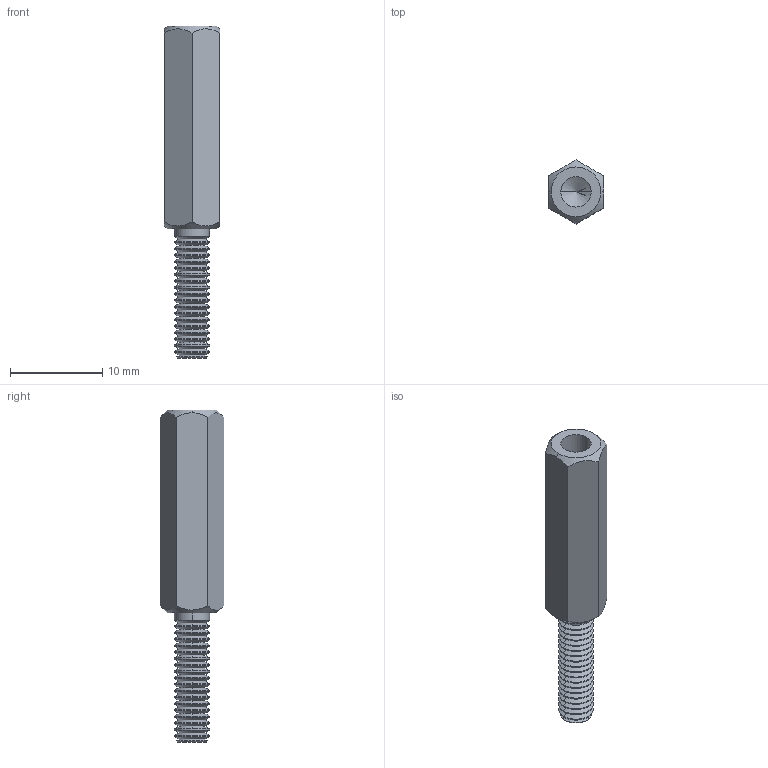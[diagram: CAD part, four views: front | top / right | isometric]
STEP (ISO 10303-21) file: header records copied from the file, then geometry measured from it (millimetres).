
FILE_DESCRIPTION (( 'STEP AP214' ), '1' );
FILE_NAME ('Brass stud M4×22+14单通六角铜螺柱（黄铜）.step', '2016-10-28T04:21:18', ( 'dell' ), ( '' ), 'SwSTEP 2.0', 'SolidWorks 2013', '' );
FILE_SCHEMA (( 'AUTOMOTIVE_DESIGN' ));
Length unit declared in the file: millimetre
Products named in the file (1): Brass stud M4×22+14单通六角铜螺柱（黄铜）
Bounding box: 6 x 6.93 x 36 mm (x, y, z)
Volume: 747.6 mm3; surface area: 840.8 mm2
Topology: 1 solids, 1 shells, 133 faces, 274 edges, 143 vertices
Faces by surface type: cone 84, cylinder 40, plane 9
Entity records: 3560 total; most frequent: CARTESIAN_POINT 693, DIRECTION 650, ORIENTED_EDGE 544, EDGE_CURVE 272, AXIS2_PLACEMENT_3D 260, VERTEX_POINT 143, EDGE_LOOP 135, ADVANCED_FACE 133
